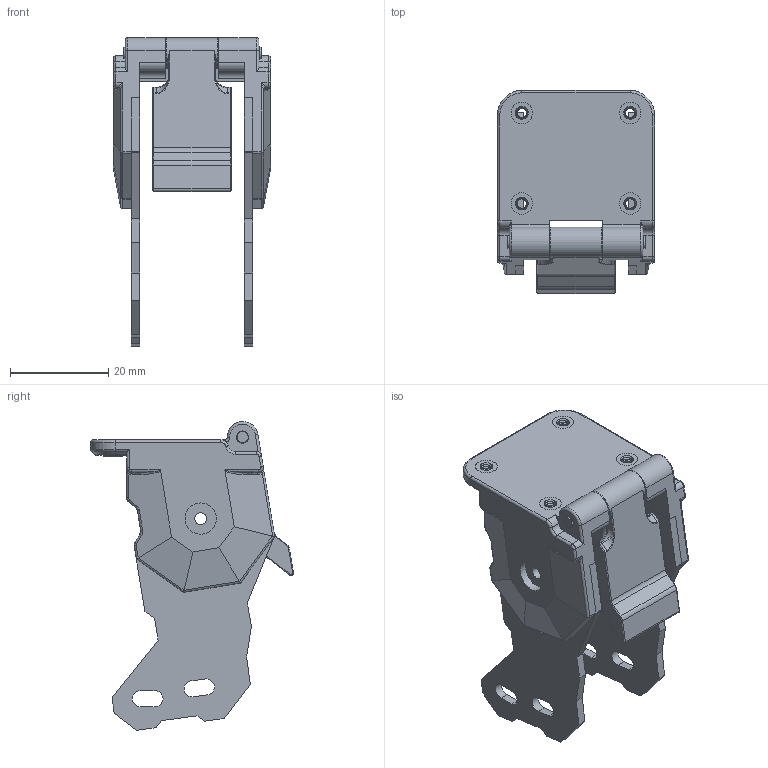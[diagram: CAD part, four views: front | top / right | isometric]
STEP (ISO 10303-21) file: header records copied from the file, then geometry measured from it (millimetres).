
FILE_DESCRIPTION(/* description */ (''),/* implementation_level */ '2;1');
FILE_NAME(/* name */ '20021-007,008,009_leg-pivot.step',/* time_stamp */ '2020-02-13T15:22:25-07:00',/* author */ (''),/* organization */ (''),/* preprocessor_version */ 'ST-DEVELOPER v18',/* originating_system */ 'Autodesk Translation Framework v8.12.0.6',/* authorisation */ '');
FILE_SCHEMA (('AUTOMOTIVE_DESIGN { 1 0 10303 214 3 1 1 }'));
Length unit declared in the file: millimetre
Products named in the file (3): 20021-007,008,009_leg-pivot; 91585A356; 94180A321
Assembly tree (5 placements, depth 2):
  20021-007,008,009_leg-pivot
    91585A356
    94180A321  x4
Bounding box: 32 x 41.35 x 62.85 mm (x, y, z)
Volume: 13899.1 mm3; surface area: 13178.3 mm2
Topology: 9 solids, 9 shells, 1444 faces, 4099 edges, 2688 vertices
Faces by surface type: bspline 630, cylinder 552, plane 190, torus 44, cone 24, sphere 4
Full cylindrical faces by diameter (mm): 1.915 x20, 2.4 x4, 2.5 x32, 3.86 x4, 3.89 x4, 3.99 x4, 4.37 x4, 4.4 x4, 6.292 x1, 6.38 x2
Entity records: 26123 total; most frequent: CARTESIAN_POINT 8921, ORIENTED_EDGE 3776, DIRECTION 3511, EDGE_CURVE 1888, AXIS2_PLACEMENT_3D 1326, VERTEX_POINT 1209, LINE 859, VECTOR 859
